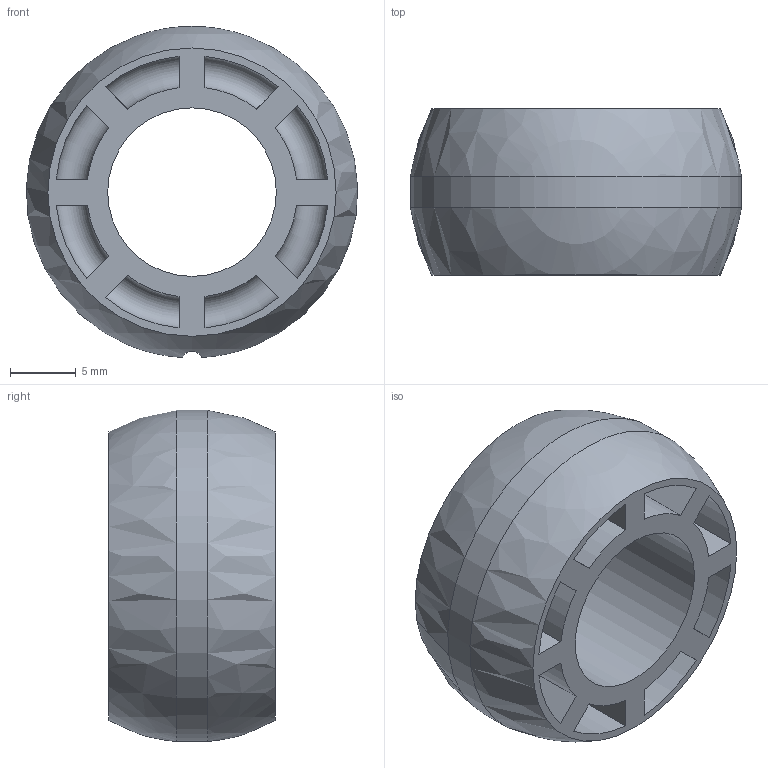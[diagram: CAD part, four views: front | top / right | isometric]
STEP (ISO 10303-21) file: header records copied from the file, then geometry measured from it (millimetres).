
FILE_DESCRIPTION(/* description */ (''),/* implementation_level */ '2;1');
FILE_NAME(/* name */ 'MSTR N Series_N8.ipt.stp',/* time_stamp */ '2016-01-07T16:35:47-08:00',/* author */ ('Autodesk, Inc.'),/* organization */ (''),/* preprocessor_version */ 'ST-DEVELOPER v16.1',/* originating_system */ 'Autodesk Inventor 2016',/* authorisation */ '');
FILE_SCHEMA (('AUTOMOTIVE_DESIGN { 1 0 10303 214 3 1 1 }'));
Length unit declared in the file: inch
Products named in the file (1): MSTR N Series_N8
Bounding box: 25.28 x 12.7 x 25.27 mm (x, y, z)
Volume: 3169.7 mm3; surface area: 3277.7 mm2
Topology: 1 solids, 1 shells, 87 faces, 203 edges, 136 vertices
Faces by surface type: cylinder 35, plane 34, torus 16, sphere 2
Full cylindrical faces by diameter (mm): 12.865 x1
Entity records: 3054 total; most frequent: CARTESIAN_POINT 1020, DIRECTION 414, ORIENTED_EDGE 404, EDGE_CURVE 202, AXIS2_PLACEMENT_3D 158, VERTEX_POINT 136, EDGE_LOOP 108, LINE 98
